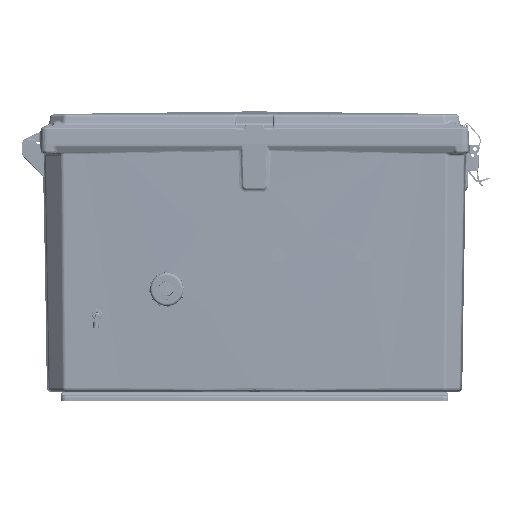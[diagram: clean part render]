
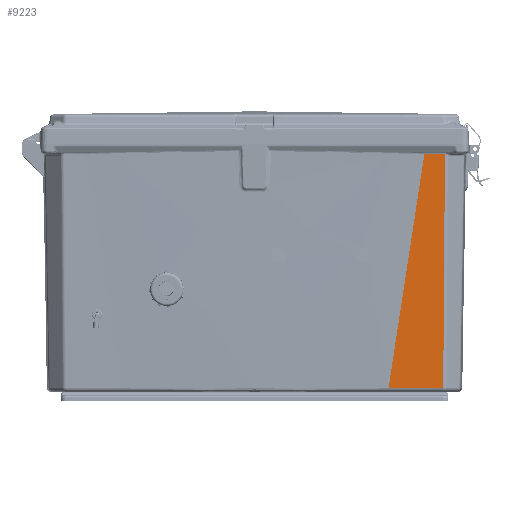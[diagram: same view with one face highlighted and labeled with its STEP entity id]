
A CAD part, front view. The second image highlights one B-rep face of the part: STEP entity #9223.
In plain terms, the highlighted face is planar.
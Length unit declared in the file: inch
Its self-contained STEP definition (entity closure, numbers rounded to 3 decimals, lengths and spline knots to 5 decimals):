
#9223 = ADVANCED_FACE ( 'NONE', ( #148029 ), #16695, .T. ) ;
#10881 = AXIS2_PLACEMENT_3D ( 'NONE', #213424, #17549, #211799 ) ;
#12362 = EDGE_CURVE ( 'NONE', #178107, #243129, #231909, .T. ) ;
#16695 = PLANE ( 'NONE',  #10881 ) ;
#17549 = DIRECTION ( 'NONE',  ( -0.017, -1., 0. ) ) ;
#29160 = CARTESIAN_POINT ( 'NONE',  ( -9.78314, -9.12923, -5.29072 ) ) ;
#32373 = EDGE_CURVE ( 'NONE', #134558, #181268, #238138, .T. ) ;
#60263 = B_SPLINE_CURVE_WITH_KNOTS ( 'NONE', 3,
 ( #161794, #67216, #202377, #29160 ),
 .UNSPECIFIED., .F., .F.,
 ( 4, 4 ),
 ( 0., 1. ),
 .UNSPECIFIED. ) ;
#66474 = ORIENTED_EDGE ( 'NONE', *, *, #199855, .T. ) ;
#67216 = CARTESIAN_POINT ( 'NONE',  ( -4.00514, -9.23009, -6.17629 ) ) ;
#89472 = CARTESIAN_POINT ( 'NONE',  ( -9.78313, -9.12923, -7.44744 ) ) ;
#90475 = B_SPLINE_CURVE_WITH_KNOTS ( 'NONE', 3,
 ( #248399, #132012, #111682, #148816 ),
 .UNSPECIFIED., .F., .F.,
 ( 4, 4 ),
 ( 0., 1. ),
 .UNSPECIFIED. ) ;
#92891 = CARTESIAN_POINT ( 'NONE',  ( -9.78314, -9.12923, -6.00963 ) ) ;
#97768 = CARTESIAN_POINT ( 'NONE',  ( -0.5738, -9.28998, -6.70255 ) ) ;
#111682 = CARTESIAN_POINT ( 'NONE',  ( -3.64358, -9.2364, -7.49183 ) ) ;
#119486 = CARTESIAN_POINT ( 'NONE',  ( -9.78314, -9.12923, -5.29072 ) ) ;
#125837 = DIRECTION ( 'NONE',  ( 0., 0., 1. ) ) ;
#132012 = CARTESIAN_POINT ( 'NONE',  ( -6.71335, -9.18282, -7.46964 ) ) ;
#134558 = VERTEX_POINT ( 'NONE', #194539 ) ;
#148029 = FACE_OUTER_BOUND ( 'NONE', #171715, .T. ) ;
#148422 = EDGE_CURVE ( 'NONE', #181268, #243129, #60263, .T. ) ;
#148816 = CARTESIAN_POINT ( 'NONE',  ( -0.5738, -9.28998, -7.51403 ) ) ;
#161495 = ORIENTED_EDGE ( 'NONE', *, *, #148422, .T. ) ;
#161794 = CARTESIAN_POINT ( 'NONE',  ( -0.5738, -9.28998, -6.70255 ) ) ;
#162971 = CARTESIAN_POINT ( 'NONE',  ( -0.5738, -9.28998, 8.96206 ) ) ;
#169134 = ORIENTED_EDGE ( 'NONE', *, *, #12362, .F. ) ;
#171715 = EDGE_LOOP ( 'NONE', ( #66474, #213088, #161495, #169134 ) ) ;
#178107 = VERTEX_POINT ( 'NONE', #89472 ) ;
#180823 = VECTOR ( 'NONE', #125837, 39.37008 ) ;
#181268 = VERTEX_POINT ( 'NONE', #97768 ) ;
#189297 = CARTESIAN_POINT ( 'NONE',  ( -9.78314, -9.12923, -5.29072 ) ) ;
#190119 = CARTESIAN_POINT ( 'NONE',  ( -9.78313, -9.12923, -7.44744 ) ) ;
#194539 = CARTESIAN_POINT ( 'NONE',  ( -0.5738, -9.28998, -7.51403 ) ) ;
#199855 = EDGE_CURVE ( 'NONE', #178107, #134558, #90475, .T. ) ;
#202377 = CARTESIAN_POINT ( 'NONE',  ( -7.07492, -9.17651, -5.70568 ) ) ;
#211799 = DIRECTION ( 'NONE',  ( 1., -0.017, 0. ) ) ;
#213088 = ORIENTED_EDGE ( 'NONE', *, *, #32373, .T. ) ;
#213424 = CARTESIAN_POINT ( 'NONE',  ( 0., -9.3, 8.96206 ) ) ;
#231909 = B_SPLINE_CURVE_WITH_KNOTS ( 'NONE', 3,
 ( #190119, #247354, #92891, #189297 ),
 .UNSPECIFIED., .F., .F.,
 ( 4, 4 ),
 ( 0., 1. ),
 .UNSPECIFIED. ) ;
#238138 = LINE ( 'NONE', #162971, #180823 ) ;
#243129 = VERTEX_POINT ( 'NONE', #119486 ) ;
#247354 = CARTESIAN_POINT ( 'NONE',  ( -9.78313, -9.12923, -6.72854 ) ) ;
#248399 = CARTESIAN_POINT ( 'NONE',  ( -9.78313, -9.12923, -7.44744 ) ) ;
